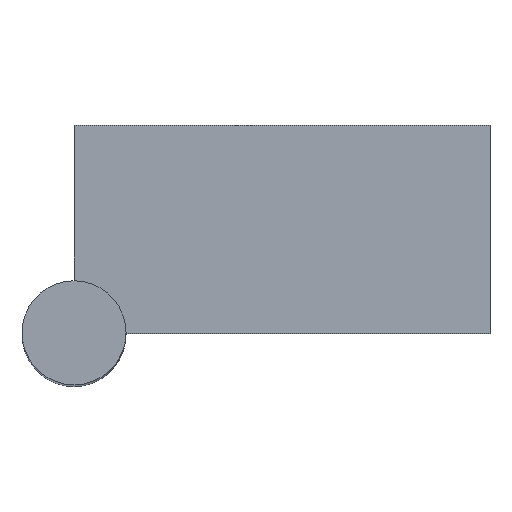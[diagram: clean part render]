
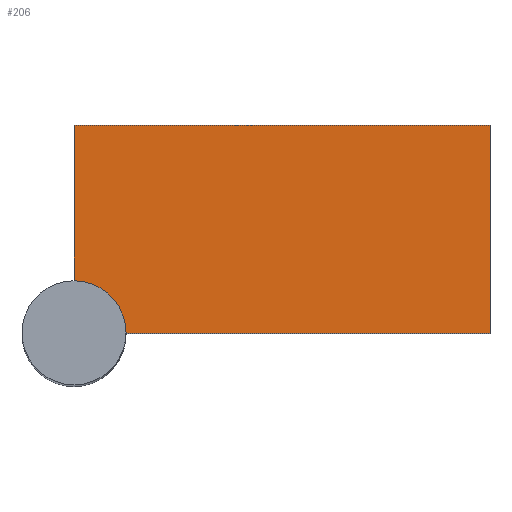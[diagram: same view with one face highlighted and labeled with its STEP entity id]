
A CAD part, top view. The second image highlights one B-rep face of the part: STEP entity #206.
In plain terms, the highlighted planar face has unit normal (0, 0, 1).
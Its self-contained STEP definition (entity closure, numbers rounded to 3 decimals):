
#77 = VERTEX_POINT('',#78);
#78 = CARTESIAN_POINT('',(0.,0.,240.));
#93 = VERTEX_POINT('',#94);
#94 = CARTESIAN_POINT('',(0.,40.,240.));
#100 = EDGE_CURVE('',#77,#93,#101,.T.);
#101 = LINE('',#102,#103);
#102 = CARTESIAN_POINT('',(0.,0.,240.));
#103 = VECTOR('',#104,1.);
#104 = DIRECTION('',(0.,1.,0.));
#117 = VERTEX_POINT('',#118);
#118 = CARTESIAN_POINT('',(80.,0.,240.));
#133 = VERTEX_POINT('',#134);
#134 = CARTESIAN_POINT('',(80.,40.,240.));
#140 = EDGE_CURVE('',#117,#133,#141,.T.);
#141 = LINE('',#142,#143);
#142 = CARTESIAN_POINT('',(80.,0.,240.));
#143 = VECTOR('',#144,1.);
#144 = DIRECTION('',(0.,1.,0.));
#161 = EDGE_CURVE('',#77,#117,#162,.T.);
#162 = LINE('',#163,#164);
#163 = CARTESIAN_POINT('',(0.,0.,240.));
#164 = VECTOR('',#165,1.);
#165 = DIRECTION('',(1.,0.,0.));
#183 = EDGE_CURVE('',#93,#133,#184,.T.);
#184 = LINE('',#185,#186);
#185 = CARTESIAN_POINT('',(0.,40.,240.));
#186 = VECTOR('',#187,1.);
#187 = DIRECTION('',(1.,0.,0.));
#206 = ADVANCED_FACE('',(#207),#213,.T.);
#207 = FACE_BOUND('',#208,.T.);
#208 = EDGE_LOOP('',(#209,#210,#211,#212));
#209 = ORIENTED_EDGE('',*,*,#100,.F.);
#210 = ORIENTED_EDGE('',*,*,#161,.T.);
#211 = ORIENTED_EDGE('',*,*,#140,.T.);
#212 = ORIENTED_EDGE('',*,*,#183,.F.);
#213 = PLANE('',#214);
#214 = AXIS2_PLACEMENT_3D('',#215,#216,#217);
#215 = CARTESIAN_POINT('',(0.,0.,240.));
#216 = DIRECTION('',(0.,0.,1.));
#217 = DIRECTION('',(1.,0.,0.));
